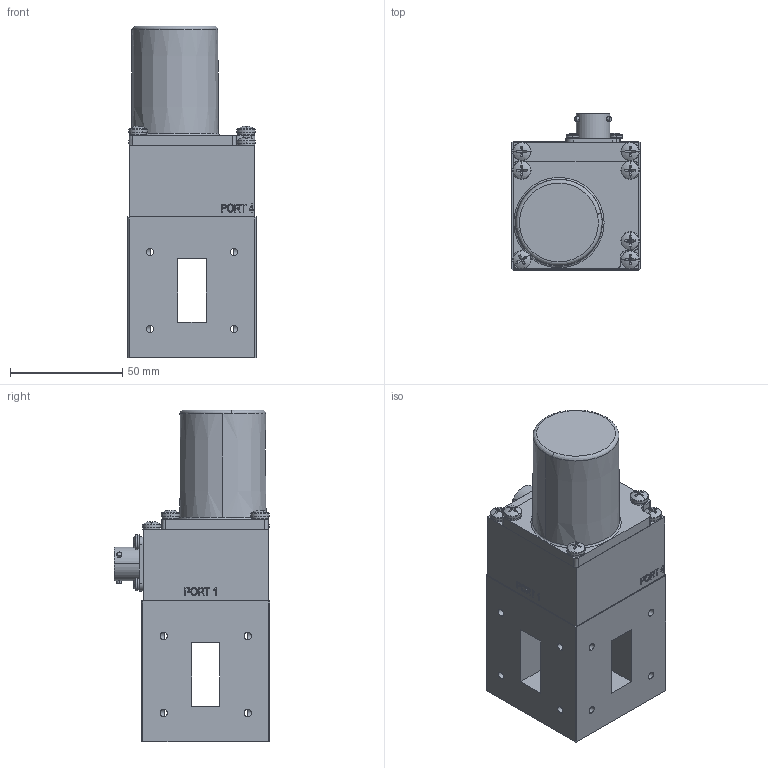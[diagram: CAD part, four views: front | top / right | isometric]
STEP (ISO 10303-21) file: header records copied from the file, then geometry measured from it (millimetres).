
FILE_DESCRIPTION (( 'STEP AP203' ), '1' );
FILE_NAME ('H-xPS Model.STEP', '2015-02-12T19:10:13', ( '' ), ( '' ), 'SwSTEP 2.0', 'SolidWorks 2014', '' );
FILE_SCHEMA (( 'CONFIG_CONTROL_DESIGN' ));
Length unit declared in the file: inch
Products named in the file (1): H-xPS Model
Bounding box: 57.15 x 69.44 x 147.75 mm (x, y, z)
Surface area: 44658.5 mm2 (no closed solid volume)
Topology: 0 solids, 29 shells, 533 faces, 1790 edges, 1228 vertices
Faces by surface type: plane 292, cylinder 120, bspline 63, torus 34, sphere 22, cone 2
Entity records: 25429 total; most frequent: CARTESIAN_POINT 10576, DIRECTION 2919, ORIENTED_EDGE 2823, EDGE_CURVE 1790, VERTEX_POINT 1228, AXIS2_PLACEMENT_3D 1008, VECTOR 903, LINE 903
